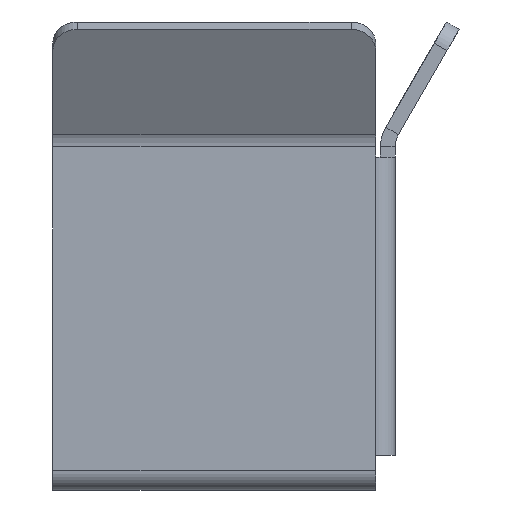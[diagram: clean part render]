
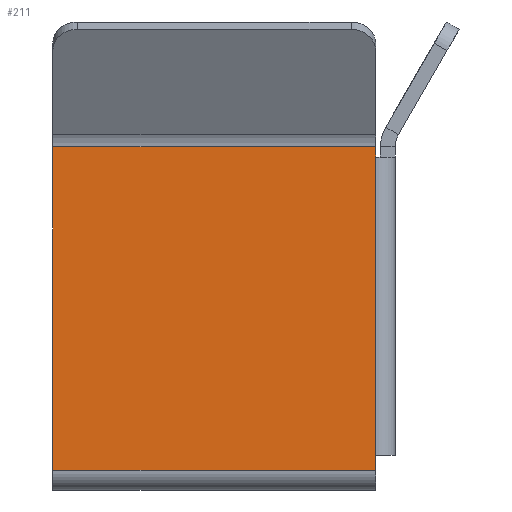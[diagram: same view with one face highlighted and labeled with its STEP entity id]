
A CAD part, left-side view. The second image highlights one B-rep face of the part: STEP entity #211.
In plain terms, the highlighted planar face has unit normal (-1, 0, 0).
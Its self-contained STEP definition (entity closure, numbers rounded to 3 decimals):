
#211=ADVANCED_FACE('',(#1376),#1378,.F.);
#1376=FACE_BOUND('',#1377,.T.);
#1377=EDGE_LOOP('',(#2545,#2546,#2547,#2548,#2549,#2550));
#1378=PLANE('',#1379);
#1379=AXIS2_PLACEMENT_3D('',#1380,#1381,#1382);
#1380=CARTESIAN_POINT('',(-37.,-31.914,0.));
#1381=DIRECTION('',(1.,0.,0.));
#1382=DIRECTION('',(0.,-1.,0.));
#2545=ORIENTED_EDGE('',*,*,#3162,.T.);
#2546=ORIENTED_EDGE('',*,*,#3158,.T.);
#2547=ORIENTED_EDGE('',*,*,#3175,.T.);
#2548=ORIENTED_EDGE('',*,*,#3187,.T.);
#2549=ORIENTED_EDGE('',*,*,#3170,.F.);
#2550=ORIENTED_EDGE('',*,*,#3188,.T.);
#3158=EDGE_CURVE('',#3924,#3939,#3952,.T.);
#3162=EDGE_CURVE('',#3956,#3924,#3958,.T.);
#3170=EDGE_CURVE('',#3969,#3967,#3971,.T.);
#3175=EDGE_CURVE('',#3939,#3977,#3979,.T.);
#3187=EDGE_CURVE('',#3977,#3967,#3997,.T.);
#3188=EDGE_CURVE('',#3969,#3956,#3998,.T.);
#3924=VERTEX_POINT('',#5689);
#3939=VERTEX_POINT('',#5724);
#3952=LINE('',#5754,#5755);
#3956=VERTEX_POINT('',#5764);
#3958=LINE('',#5768,#5769);
#3967=VERTEX_POINT('',#5791);
#3969=VERTEX_POINT('',#5795);
#3971=LINE('',#5799,#5800);
#3977=VERTEX_POINT('',#5815);
#3979=LINE('',#5819,#5820);
#3997=LINE('',#5865,#5866);
#3998=LINE('',#5868,#5869);
#5689=CARTESIAN_POINT('',(-37.,4.,7.09));
#5724=CARTESIAN_POINT('',(-37.,4.,68.076));
#5754=CARTESIAN_POINT('',(-37.,4.,7.09));
#5755=VECTOR('',#5756,1.);
#5756=DIRECTION('',(0.,0.,1.));
#5764=CARTESIAN_POINT('',(-37.,4.,4.));
#5768=CARTESIAN_POINT('',(-37.,4.,4.));
#5769=VECTOR('',#5770,1.);
#5770=DIRECTION('',(0.,0.,1.));
#5791=CARTESIAN_POINT('',(-37.,70.,70.156));
#5795=CARTESIAN_POINT('',(-37.,70.,4.));
#5799=CARTESIAN_POINT('',(-37.,70.,4.));
#5800=VECTOR('',#5801,1.);
#5801=DIRECTION('',(0.,0.,1.));
#5815=CARTESIAN_POINT('',(-37.,4.,70.156));
#5819=CARTESIAN_POINT('',(-37.,4.,68.076));
#5820=VECTOR('',#5821,1.);
#5821=DIRECTION('',(0.,0.,1.));
#5865=CARTESIAN_POINT('',(-37.,4.,70.156));
#5866=VECTOR('',#5867,1.);
#5867=DIRECTION('',(0.,1.,0.));
#5868=CARTESIAN_POINT('',(-37.,70.,4.));
#5869=VECTOR('',#5870,1.);
#5870=DIRECTION('',(0.,-1.,0.));
